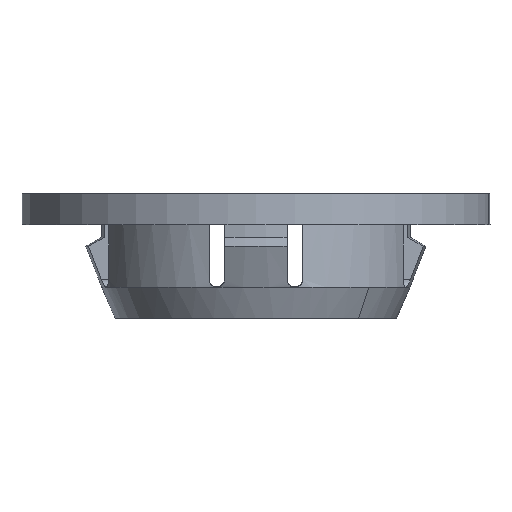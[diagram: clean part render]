
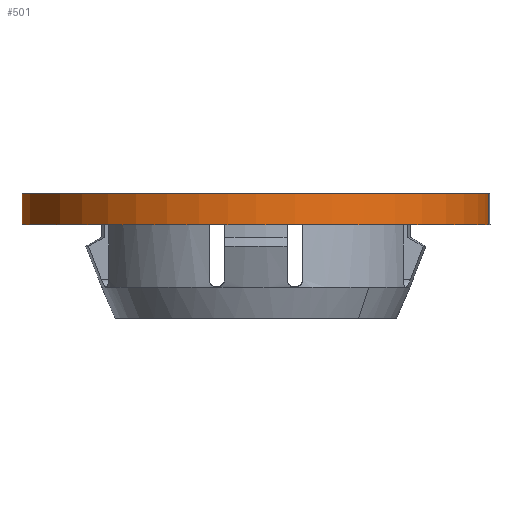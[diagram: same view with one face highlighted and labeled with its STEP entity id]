
A CAD part, left-side view. The second image highlights one B-rep face of the part: STEP entity #501.
In plain terms, the highlighted free-form (B-spline) face has degree [2, 1] with [5, 2] control points.
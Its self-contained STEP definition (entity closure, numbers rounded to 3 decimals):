
#338=CARTESIAN_POINT('',(-1.771,-14.895,8.));
#339=VERTEX_POINT('',#338);
#357=CARTESIAN_POINT('',(-1.771,-14.895,6.));
#358=VERTEX_POINT('',#357);
#359=CARTESIAN_POINT('',(-1.771,-14.895,6.));
#360=CARTESIAN_POINT('',(-1.771,-14.895,8.));
#361=QUASI_UNIFORM_CURVE('',1,(#359,#360),.UNSPECIFIED.,.F.,.U.);
#362=EDGE_CURVE('',#358,#339,#361,.T.);
#381=CARTESIAN_POINT('',(0.916,14.972,6.));
#382=VERTEX_POINT('',#381);
#396=CARTESIAN_POINT('',(0.916,14.972,8.));
#397=VERTEX_POINT('',#396);
#398=CARTESIAN_POINT('',(0.916,14.972,6.));
#399=CARTESIAN_POINT('',(0.916,14.972,8.));
#400=QUASI_UNIFORM_CURVE('',1,(#398,#399),.UNSPECIFIED.,.F.,.U.);
#401=EDGE_CURVE('',#382,#397,#400,.T.);
#419=CARTESIAN_POINT('',(0.916,14.972,5.95));
#420=CARTESIAN_POINT('',(-14.056,15.888,5.95));
#421=CARTESIAN_POINT('',(-14.972,0.916,5.95));
#422=CARTESIAN_POINT('',(-15.837,-13.223,5.95));
#423=CARTESIAN_POINT('',(-1.771,-14.895,5.95));
#424=CARTESIAN_POINT('',(0.916,14.972,8.051));
#425=CARTESIAN_POINT('',(-14.056,15.888,8.051));
#426=CARTESIAN_POINT('',(-14.972,0.916,8.051));
#427=CARTESIAN_POINT('',(-15.837,-13.223,8.051));
#428=CARTESIAN_POINT('',(-1.771,-14.895,8.051));
#436=(BOUNDED_SURFACE()B_SPLINE_SURFACE(2,1,((#419,#424),(#420,#425),(#421,#426),(#422,#427),(#423,#428)),.UNSPECIFIED.,.F.,.F.,.U.)B_SPLINE_SURFACE_WITH_KNOTS((3,2,3),(2,2),(0.0,24.853,48.712),(0.0,2.101),.UNSPECIFIED.)GEOMETRIC_REPRESENTATION_ITEM()RATIONAL_B_SPLINE_SURFACE(((1.0,1.0),(0.707,0.707),(1.0,1.0),(0.719,0.719),(0.978,0.978)))REPRESENTATION_ITEM('')SURFACE());
#437=CARTESIAN_POINT('',(-15.0,0.0,8.));
#438=VERTEX_POINT('',#437);
#439=CARTESIAN_POINT('',(-15.0,0.0,8.));
#440=CARTESIAN_POINT('',(-15.,-13.323,8.));
#441=CARTESIAN_POINT('',(-1.771,-14.895,8.));
#449=(BOUNDED_CURVE()B_SPLINE_CURVE(2,(#439,#440,#441),.UNSPECIFIED.,.F.,.U.)B_SPLINE_CURVE_WITH_KNOTS((3,3),(0.0,0.23),.UNSPECIFIED.)CURVE()GEOMETRIC_REPRESENTATION_ITEM()RATIONAL_B_SPLINE_CURVE((1.0,0.731,0.956))REPRESENTATION_ITEM(''));
#450=EDGE_CURVE('',#438,#339,#449,.T.);
#451=ORIENTED_EDGE('',*,*,#450,.F.);
#452=CARTESIAN_POINT('',(0.916,14.972,8.));
#453=CARTESIAN_POINT('',(0.458,15.,8.));
#454=CARTESIAN_POINT('',(0.0,15.0,8.));
#455=CARTESIAN_POINT('',(-15.,15.,8.));
#456=CARTESIAN_POINT('',(-15.0,0.0,8.));
#464=(BOUNDED_CURVE()B_SPLINE_CURVE(2,(#452,#453,#454,#455,#456),.UNSPECIFIED.,.F.,.U.)B_SPLINE_CURVE_WITH_KNOTS((3,2,3),(0.739,0.75,1.0),.UNSPECIFIED.)CURVE()GEOMETRIC_REPRESENTATION_ITEM()RATIONAL_B_SPLINE_CURVE((0.976,0.988,1.0,0.707,1.0))REPRESENTATION_ITEM(''));
#465=EDGE_CURVE('',#397,#438,#464,.T.);
#466=ORIENTED_EDGE('',*,*,#465,.F.);
#467=ORIENTED_EDGE('',*,*,#401,.F.);
#468=CARTESIAN_POINT('',(-15.0,0.0,6.));
#469=VERTEX_POINT('',#468);
#470=CARTESIAN_POINT('',(0.916,14.972,6.));
#471=CARTESIAN_POINT('',(0.458,15.,6.));
#472=CARTESIAN_POINT('',(0.0,15.0,6.));
#473=CARTESIAN_POINT('',(-15.,15.,6.));
#474=CARTESIAN_POINT('',(-15.0,0.0,6.));
#482=(BOUNDED_CURVE()B_SPLINE_CURVE(2,(#470,#471,#472,#473,#474),.UNSPECIFIED.,.F.,.U.)B_SPLINE_CURVE_WITH_KNOTS((3,2,3),(0.739,0.75,1.0),.UNSPECIFIED.)CURVE()GEOMETRIC_REPRESENTATION_ITEM()RATIONAL_B_SPLINE_CURVE((0.976,0.988,1.0,0.707,1.0))REPRESENTATION_ITEM(''));
#483=EDGE_CURVE('',#382,#469,#482,.T.);
#484=ORIENTED_EDGE('',*,*,#483,.T.);
#485=CARTESIAN_POINT('',(-15.0,0.0,6.));
#486=CARTESIAN_POINT('',(-15.,-13.323,6.));
#487=CARTESIAN_POINT('',(-1.771,-14.895,6.));
#495=(BOUNDED_CURVE()B_SPLINE_CURVE(2,(#485,#486,#487),.UNSPECIFIED.,.F.,.U.)B_SPLINE_CURVE_WITH_KNOTS((3,3),(0.0,0.23),.UNSPECIFIED.)CURVE()GEOMETRIC_REPRESENTATION_ITEM()RATIONAL_B_SPLINE_CURVE((1.0,0.731,0.956))REPRESENTATION_ITEM(''));
#496=EDGE_CURVE('',#469,#358,#495,.T.);
#497=ORIENTED_EDGE('',*,*,#496,.T.);
#498=ORIENTED_EDGE('',*,*,#362,.T.);
#499=EDGE_LOOP('',(#451,#466,#467,#484,#497,#498));
#500=FACE_OUTER_BOUND('',#499,.T.);
#501=ADVANCED_FACE('',(#500),#436,.T.);
